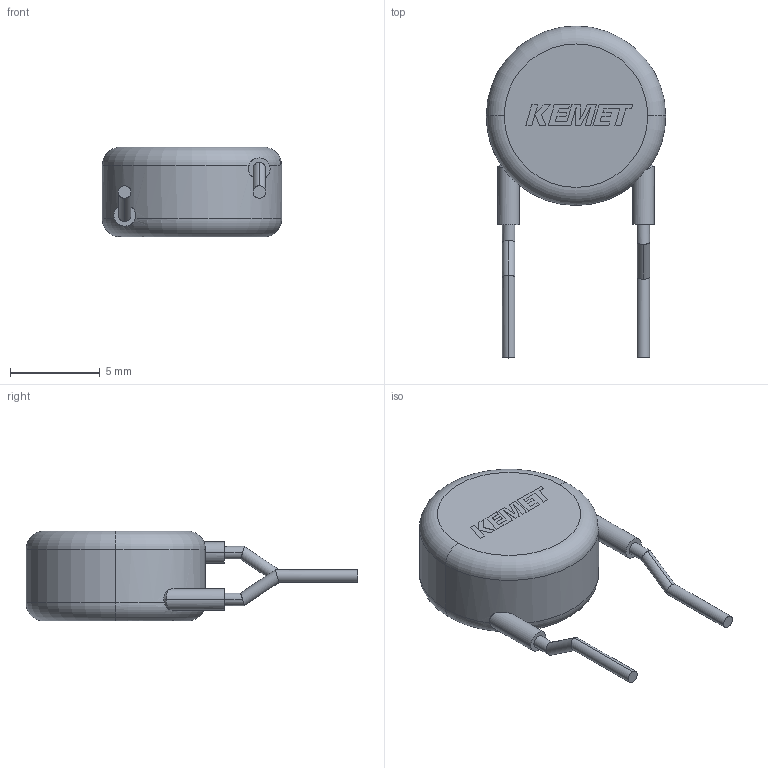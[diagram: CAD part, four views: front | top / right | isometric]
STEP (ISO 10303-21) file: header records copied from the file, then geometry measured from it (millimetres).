
FILE_DESCRIPTION (( 'STEP AP214' ), '1' );
FILE_NAME ('CCD_VC_D10T5S7.5LL4.5F0.7V2.1.STEP', '2024-05-09T02:10:16', ( '' ), ( '' ), 'SwSTEP 2.0', 'SolidWorks 2021', '' );
FILE_SCHEMA (( 'AUTOMOTIVE_DESIGN' ));
Length unit declared in the file: millimetre
Products named in the file (1): CCD_VC_D10T5S7.5LL4.5F0.7V2.1
Bounding box: 10 x 18.5 x 5 mm (x, y, z)
Volume: 392.2 mm3; surface area: 349.3 mm2
Topology: 4 solids, 4 shells, 88 faces, 227 edges, 149 vertices
Faces by surface type: plane 63, cylinder 21, torus 4
Entity records: 3555 total; most frequent: CARTESIAN_POINT 580, ORIENTED_EDGE 454, DIRECTION 402, EDGE_CURVE 227, VECTOR 172, LINE 172, VERTEX_POINT 149, AXIS2_PLACEMENT_3D 115
